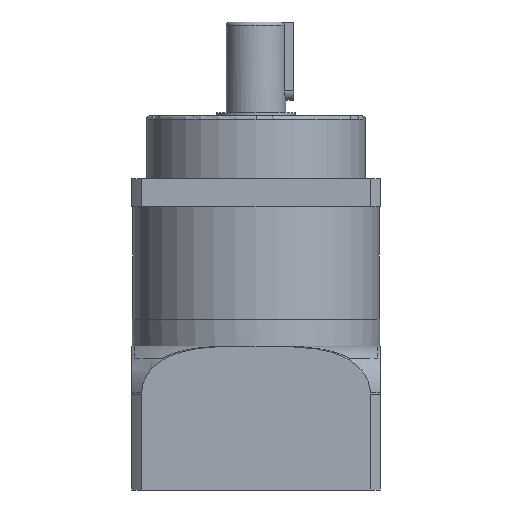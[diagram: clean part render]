
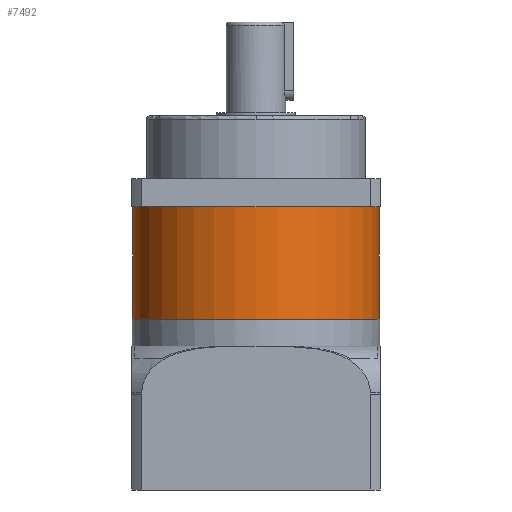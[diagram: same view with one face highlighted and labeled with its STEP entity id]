
A CAD part, front view. The second image highlights one B-rep face of the part: STEP entity #7492.
In plain terms, the highlighted cylindrical face has radius 39.4 mm (diameter 78.8 mm), a partial arc.
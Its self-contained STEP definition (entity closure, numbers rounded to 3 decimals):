
#8 = VECTOR ( 'NONE', #215, 1000. ) ;
#17 = ORIENTED_EDGE ( 'NONE', *, *, #2897, .F. ) ;
#26 = LINE ( 'NONE', #6069, #6338 ) ;
#189 = DIRECTION ( 'NONE',  ( 0., 0., 1. ) ) ;
#215 = DIRECTION ( 'NONE',  ( 0., 0., 1. ) ) ;
#705 = EDGE_CURVE ( 'NONE', #6751, #1239, #2061, .T. ) ;
#1239 = VERTEX_POINT ( 'NONE', #4477 ) ;
#2061 = CIRCLE ( 'NONE', #6379, 39.4 ) ;
#2176 = CIRCLE ( 'NONE', #3470, 39.4 ) ;
#2187 = CARTESIAN_POINT ( 'NONE',  ( 0., 0., -59. ) ) ;
#2479 = CYLINDRICAL_SURFACE ( 'NONE', #4909, 39.4 ) ;
#2737 = EDGE_LOOP ( 'NONE', ( #17, #6458, #6954, #3605 ) ) ;
#2897 = EDGE_CURVE ( 'NONE', #5978, #1239, #26, .T. ) ;
#3234 = VERTEX_POINT ( 'NONE', #4492 ) ;
#3430 = DIRECTION ( 'NONE',  ( 0., 0., 1. ) ) ;
#3470 = AXIS2_PLACEMENT_3D ( 'NONE', #3486, #3430, #7765 ) ;
#3486 = CARTESIAN_POINT ( 'NONE',  ( 0., 0., -95. ) ) ;
#3555 = DIRECTION ( 'NONE',  ( 0., 0., -1. ) ) ;
#3605 = ORIENTED_EDGE ( 'NONE', *, *, #705, .T. ) ;
#3841 = FACE_OUTER_BOUND ( 'NONE', #2737, .T. ) ;
#4477 = CARTESIAN_POINT ( 'NONE',  ( -39.4, 0., -59. ) ) ;
#4492 = CARTESIAN_POINT ( 'NONE',  ( 39.4, 0., -95. ) ) ;
#4522 = CARTESIAN_POINT ( 'NONE',  ( 39.4, 0., -59. ) ) ;
#4909 = AXIS2_PLACEMENT_3D ( 'NONE', #5744, #189, #7559 ) ;
#4970 = EDGE_CURVE ( 'NONE', #5978, #3234, #2176, .T. ) ;
#5744 = CARTESIAN_POINT ( 'NONE',  ( 0., 0., -24.626 ) ) ;
#5978 = VERTEX_POINT ( 'NONE', #6218 ) ;
#6069 = CARTESIAN_POINT ( 'NONE',  ( -39.4, 0., -24.626 ) ) ;
#6218 = CARTESIAN_POINT ( 'NONE',  ( -39.4, 0., -95. ) ) ;
#6232 = LINE ( 'NONE', #6286, #8 ) ;
#6286 = CARTESIAN_POINT ( 'NONE',  ( 39.4, 0., -24.626 ) ) ;
#6338 = VECTOR ( 'NONE', #7888, 1000. ) ;
#6379 = AXIS2_PLACEMENT_3D ( 'NONE', #2187, #3555, #7829 ) ;
#6458 = ORIENTED_EDGE ( 'NONE', *, *, #4970, .T. ) ;
#6481 = EDGE_CURVE ( 'NONE', #3234, #6751, #6232, .T. ) ;
#6751 = VERTEX_POINT ( 'NONE', #4522 ) ;
#6954 = ORIENTED_EDGE ( 'NONE', *, *, #6481, .T. ) ;
#7492 = ADVANCED_FACE ( 'NONE', ( #3841 ), #2479, .T. ) ;
#7559 = DIRECTION ( 'NONE',  ( 1., 0., 0. ) ) ;
#7765 = DIRECTION ( 'NONE',  ( 1., 0., 0. ) ) ;
#7829 = DIRECTION ( 'NONE',  ( 1., 0., 0. ) ) ;
#7888 = DIRECTION ( 'NONE',  ( 0., 0., 1. ) ) ;
